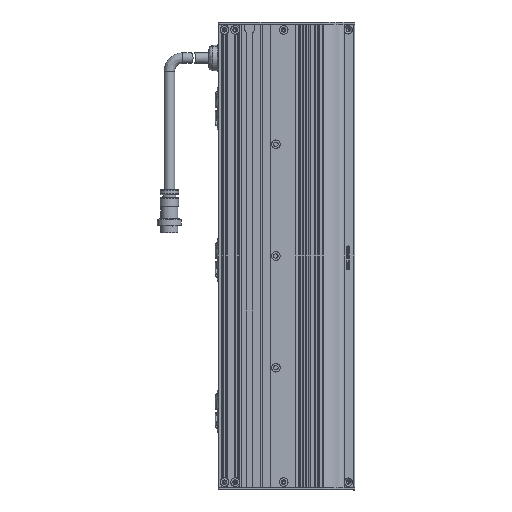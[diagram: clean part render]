
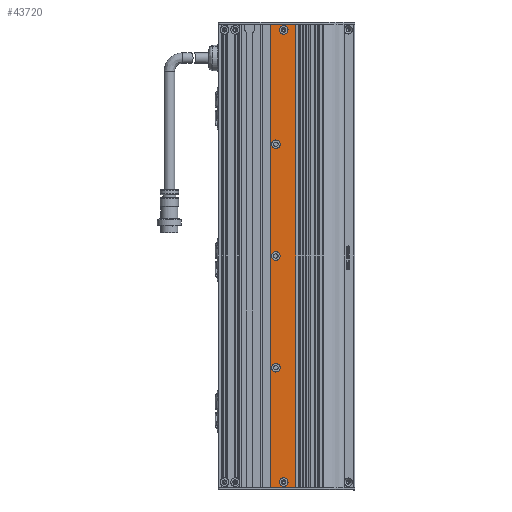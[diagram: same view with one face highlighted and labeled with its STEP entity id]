
A CAD part, left-side view. The second image highlights one B-rep face of the part: STEP entity #43720.
In plain terms, the highlighted planar face has unit normal (-1, 0, 0).
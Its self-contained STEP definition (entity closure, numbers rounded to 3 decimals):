
#2480 = CARTESIAN_POINT ( 'NONE',  ( -61.962, -5.995, 172. ) ) ;
#2813 = AXIS2_PLACEMENT_3D ( 'NONE', #112860, #8666, #104108 ) ;
#4019 = VECTOR ( 'NONE', #42420, 1000. ) ;
#4744 = CARTESIAN_POINT ( 'NONE',  ( -61.962, 0.005, 81.75 ) ) ;
#5783 = AXIS2_PLACEMENT_3D ( 'NONE', #27276, #10064, #18870 ) ;
#6433 = FACE_OUTER_BOUND ( 'NONE', #58138, .T. ) ;
#6490 = ORIENTED_EDGE ( 'NONE', *, *, #21429, .F. ) ;
#6853 = EDGE_CURVE ( 'NONE', #61489, #43587, #20526, .T. ) ;
#6874 = EDGE_CURVE ( 'NONE', #109329, #31075, #8219, .T. ) ;
#8219 = CIRCLE ( 'NONE', #14907, 3.25 ) ;
#8358 = AXIS2_PLACEMENT_3D ( 'NONE', #77088, #26315, #112522 ) ;
#8666 = DIRECTION ( 'NONE',  ( -1., 0., 0. ) ) ;
#8791 = CARTESIAN_POINT ( 'NONE',  ( -61.962, 0.005, 88.25 ) ) ;
#9872 = ORIENTED_EDGE ( 'NONE', *, *, #53551, .F. ) ;
#10064 = DIRECTION ( 'NONE',  ( -1., 0., 0. ) ) ;
#11218 = EDGE_LOOP ( 'NONE', ( #9872, #22539 ) ) ;
#11691 = EDGE_CURVE ( 'NONE', #14296, #24848, #59198, .T. ) ;
#11710 = ORIENTED_EDGE ( 'NONE', *, *, #31757, .F. ) ;
#12745 = CIRCLE ( 'NONE', #50182, 3.25 ) ;
#12788 = DIRECTION ( 'NONE',  ( 0., 1., 0. ) ) ;
#14149 = CIRCLE ( 'NONE', #2813, 3.25 ) ;
#14296 = VERTEX_POINT ( 'NONE', #43374 ) ;
#14820 = DIRECTION ( 'NONE',  ( 0., 0., 1. ) ) ;
#14907 = AXIS2_PLACEMENT_3D ( 'NONE', #25175, #50482, #94634 ) ;
#16882 = VERTEX_POINT ( 'NONE', #87496 ) ;
#18761 = EDGE_CURVE ( 'NONE', #43587, #61489, #67170, .T. ) ;
#18870 = DIRECTION ( 'NONE',  ( 0., 0., 1. ) ) ;
#19331 = EDGE_LOOP ( 'NONE', ( #85100, #48254 ) ) ;
#19653 = DIRECTION ( 'NONE',  ( 0., 0., 1. ) ) ;
#20494 = CIRCLE ( 'NONE', #31870, 3.25 ) ;
#20526 = CIRCLE ( 'NONE', #8358, 3.25 ) ;
#20756 = ORIENTED_EDGE ( 'NONE', *, *, #42799, .F. ) ;
#21429 = EDGE_CURVE ( 'NONE', #24848, #14296, #59251, .T. ) ;
#21943 = EDGE_LOOP ( 'NONE', ( #55215, #45829 ) ) ;
#22539 = ORIENTED_EDGE ( 'NONE', *, *, #26041, .F. ) ;
#23220 = DIRECTION ( 'NONE',  ( -1., 0., 0. ) ) ;
#23430 = DIRECTION ( 'NONE',  ( -1., 0., 0. ) ) ;
#24848 = VERTEX_POINT ( 'NONE', #86270 ) ;
#25175 = CARTESIAN_POINT ( 'NONE',  ( -61.962, -5.995, -172. ) ) ;
#26041 = EDGE_CURVE ( 'NONE', #88375, #80023, #14149, .T. ) ;
#26315 = DIRECTION ( 'NONE',  ( -1., 0., 0. ) ) ;
#27276 = CARTESIAN_POINT ( 'NONE',  ( -61.962, -5.995, 172. ) ) ;
#28686 = LINE ( 'NONE', #84407, #66535 ) ;
#28952 = EDGE_LOOP ( 'NONE', ( #11710, #43830 ) ) ;
#30298 = CARTESIAN_POINT ( 'NONE',  ( -61.962, 0.005, -81.75 ) ) ;
#31075 = VERTEX_POINT ( 'NONE', #95914 ) ;
#31680 = CARTESIAN_POINT ( 'NONE',  ( -61.962, -14.995, -176. ) ) ;
#31757 = EDGE_CURVE ( 'NONE', #31075, #109329, #12745, .T. ) ;
#31870 = AXIS2_PLACEMENT_3D ( 'NONE', #65470, #23430, #92511 ) ;
#32663 = CARTESIAN_POINT ( 'NONE',  ( -61.962, 0., 0. ) ) ;
#33311 = DIRECTION ( 'NONE',  ( 0., 1., 0. ) ) ;
#33702 = FACE_BOUND ( 'NONE', #11218, .T. ) ;
#34277 = VERTEX_POINT ( 'NONE', #91150 ) ;
#37545 = DIRECTION ( 'NONE',  ( 0., 0., 1. ) ) ;
#37735 = FACE_BOUND ( 'NONE', #19331, .T. ) ;
#37949 = DIRECTION ( 'NONE',  ( -1., 0., 0. ) ) ;
#38081 = LINE ( 'NONE', #98880, #67990 ) ;
#38169 = AXIS2_PLACEMENT_3D ( 'NONE', #2480, #106659, #19653 ) ;
#39094 = VECTOR ( 'NONE', #12788, 1000. ) ;
#39393 = VERTEX_POINT ( 'NONE', #57400 ) ;
#39772 = EDGE_CURVE ( 'NONE', #39393, #16882, #62665, .T. ) ;
#40068 = ORIENTED_EDGE ( 'NONE', *, *, #87377, .F. ) ;
#40774 = AXIS2_PLACEMENT_3D ( 'NONE', #85296, #75850, #33311 ) ;
#42420 = DIRECTION ( 'NONE',  ( 0., 0., 1. ) ) ;
#42793 = CARTESIAN_POINT ( 'NONE',  ( -61.962, 4.005, 176. ) ) ;
#42799 = EDGE_CURVE ( 'NONE', #48817, #46475, #28686, .T. ) ;
#43374 = CARTESIAN_POINT ( 'NONE',  ( -61.962, -5.995, 175.25 ) ) ;
#43587 = VERTEX_POINT ( 'NONE', #57992 ) ;
#43720 = ADVANCED_FACE ( 'NONE', ( #6433, #79867, #82592, #33702, #58091, #37735 ), #67048, .F. ) ;
#43830 = ORIENTED_EDGE ( 'NONE', *, *, #6874, .F. ) ;
#45829 = ORIENTED_EDGE ( 'NONE', *, *, #62351, .F. ) ;
#46091 = LINE ( 'NONE', #42793, #4019 ) ;
#46475 = VERTEX_POINT ( 'NONE', #31680 ) ;
#46639 = DIRECTION ( 'NONE',  ( -1., 0., 0. ) ) ;
#47599 = CARTESIAN_POINT ( 'NONE',  ( -61.962, -14.995, 176. ) ) ;
#48254 = ORIENTED_EDGE ( 'NONE', *, *, #18761, .F. ) ;
#48817 = VERTEX_POINT ( 'NONE', #47599 ) ;
#50182 = AXIS2_PLACEMENT_3D ( 'NONE', #98779, #46639, #72833 ) ;
#50482 = DIRECTION ( 'NONE',  ( -1., 0., 0. ) ) ;
#53551 = EDGE_CURVE ( 'NONE', #80023, #88375, #20494, .T. ) ;
#54983 = CARTESIAN_POINT ( 'NONE',  ( -61.962, 0., 0. ) ) ;
#55215 = ORIENTED_EDGE ( 'NONE', *, *, #39772, .F. ) ;
#57400 = CARTESIAN_POINT ( 'NONE',  ( -61.962, 0., 3.25 ) ) ;
#57992 = CARTESIAN_POINT ( 'NONE',  ( -61.962, 0.005, -88.25 ) ) ;
#58091 = FACE_BOUND ( 'NONE', #21943, .T. ) ;
#58138 = EDGE_LOOP ( 'NONE', ( #20756, #40068, #68776, #105842 ) ) ;
#58164 = LINE ( 'NONE', #99814, #39094 ) ;
#59198 = CIRCLE ( 'NONE', #38169, 3.25 ) ;
#59251 = CIRCLE ( 'NONE', #5783, 3.25 ) ;
#61489 = VERTEX_POINT ( 'NONE', #30298 ) ;
#61852 = AXIS2_PLACEMENT_3D ( 'NONE', #54983, #37949, #64107 ) ;
#62351 = EDGE_CURVE ( 'NONE', #16882, #39393, #101308, .T. ) ;
#62665 = CIRCLE ( 'NONE', #61852, 3.25 ) ;
#62864 = AXIS2_PLACEMENT_3D ( 'NONE', #32663, #23220, #14820 ) ;
#63926 = AXIS2_PLACEMENT_3D ( 'NONE', #89591, #106765, #37545 ) ;
#64107 = DIRECTION ( 'NONE',  ( 0., 0., 1. ) ) ;
#64192 = CARTESIAN_POINT ( 'NONE',  ( -61.962, -5.995, -175.25 ) ) ;
#65470 = CARTESIAN_POINT ( 'NONE',  ( -61.962, 0.005, 85. ) ) ;
#66535 = VECTOR ( 'NONE', #92481, 1000. ) ;
#67048 = PLANE ( 'NONE',  #40774 ) ;
#67170 = CIRCLE ( 'NONE', #63926, 3.25 ) ;
#67990 = VECTOR ( 'NONE', #72938, 1000. ) ;
#68776 = ORIENTED_EDGE ( 'NONE', *, *, #105826, .F. ) ;
#70026 = EDGE_CURVE ( 'NONE', #46475, #85400, #58164, .T. ) ;
#72833 = DIRECTION ( 'NONE',  ( 0., 0., 1. ) ) ;
#72938 = DIRECTION ( 'NONE',  ( 0., -1., 0. ) ) ;
#75850 = DIRECTION ( 'NONE',  ( 1., 0., 0. ) ) ;
#77088 = CARTESIAN_POINT ( 'NONE',  ( -61.962, 0.005, -85. ) ) ;
#79867 = FACE_BOUND ( 'NONE', #28952, .T. ) ;
#80023 = VERTEX_POINT ( 'NONE', #8791 ) ;
#81316 = ORIENTED_EDGE ( 'NONE', *, *, #11691, .F. ) ;
#82592 = FACE_BOUND ( 'NONE', #92760, .T. ) ;
#84407 = CARTESIAN_POINT ( 'NONE',  ( -61.962, -14.995, 176. ) ) ;
#85100 = ORIENTED_EDGE ( 'NONE', *, *, #6853, .F. ) ;
#85296 = CARTESIAN_POINT ( 'NONE',  ( -61.962, -2.245, 176. ) ) ;
#85400 = VERTEX_POINT ( 'NONE', #110422 ) ;
#86270 = CARTESIAN_POINT ( 'NONE',  ( -61.962, -5.995, 168.75 ) ) ;
#87377 = EDGE_CURVE ( 'NONE', #34277, #48817, #38081, .T. ) ;
#87496 = CARTESIAN_POINT ( 'NONE',  ( -61.962, 0., -3.25 ) ) ;
#88375 = VERTEX_POINT ( 'NONE', #4744 ) ;
#89591 = CARTESIAN_POINT ( 'NONE',  ( -61.962, 0.005, -85. ) ) ;
#91150 = CARTESIAN_POINT ( 'NONE',  ( -61.962, 4.005, 176. ) ) ;
#92481 = DIRECTION ( 'NONE',  ( 0., 0., -1. ) ) ;
#92511 = DIRECTION ( 'NONE',  ( 0., 0., 1. ) ) ;
#92760 = EDGE_LOOP ( 'NONE', ( #81316, #6490 ) ) ;
#94634 = DIRECTION ( 'NONE',  ( 0., 0., 1. ) ) ;
#95914 = CARTESIAN_POINT ( 'NONE',  ( -61.962, -5.995, -168.75 ) ) ;
#98779 = CARTESIAN_POINT ( 'NONE',  ( -61.962, -5.995, -172. ) ) ;
#98880 = CARTESIAN_POINT ( 'NONE',  ( -61.962, -2.245, 176. ) ) ;
#99814 = CARTESIAN_POINT ( 'NONE',  ( -61.962, -2.245, -176. ) ) ;
#101308 = CIRCLE ( 'NONE', #62864, 3.25 ) ;
#104108 = DIRECTION ( 'NONE',  ( 0., 0., 1. ) ) ;
#105826 = EDGE_CURVE ( 'NONE', #85400, #34277, #46091, .T. ) ;
#105842 = ORIENTED_EDGE ( 'NONE', *, *, #70026, .F. ) ;
#106659 = DIRECTION ( 'NONE',  ( -1., 0., 0. ) ) ;
#106765 = DIRECTION ( 'NONE',  ( -1., 0., 0. ) ) ;
#109329 = VERTEX_POINT ( 'NONE', #64192 ) ;
#110422 = CARTESIAN_POINT ( 'NONE',  ( -61.962, 4.005, -176. ) ) ;
#112522 = DIRECTION ( 'NONE',  ( 0., 0., 1. ) ) ;
#112860 = CARTESIAN_POINT ( 'NONE',  ( -61.962, 0.005, 85. ) ) ;
